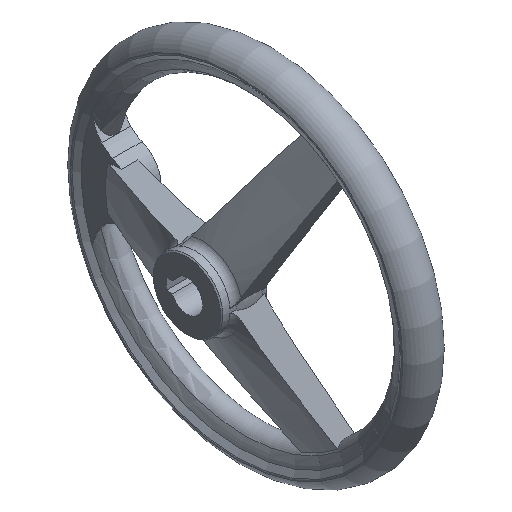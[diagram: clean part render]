
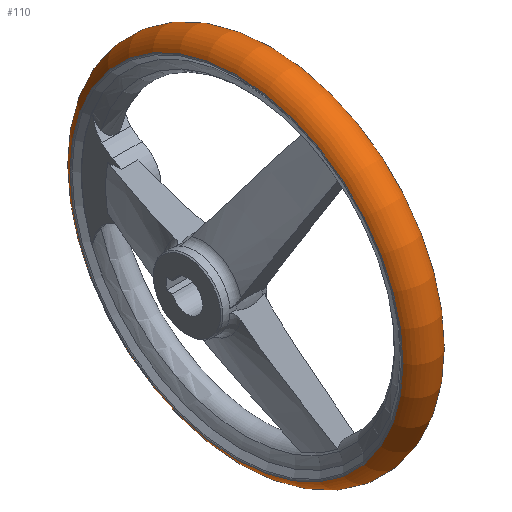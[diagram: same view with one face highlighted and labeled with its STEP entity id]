
A CAD part, isometric view. The second image highlights one B-rep face of the part: STEP entity #110.
In plain terms, the highlighted toroidal (fillet/blend) face has major radius 70.6 mm and minor radius 9.4 mm.
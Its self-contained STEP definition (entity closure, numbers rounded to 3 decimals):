
#110 = ADVANCED_FACE( '', ( #204, #205, #206 ), #207, .T. );
#204 = FACE_BOUND( '', #388, .T. );
#205 = FACE_OUTER_BOUND( '', #389, .T. );
#206 = FACE_OUTER_BOUND( '', #390, .T. );
#207 = TOROIDAL_SURFACE( '', #391, 70.6, 9.4 );
#388 = VERTEX_LOOP( '', #753 );
#389 = EDGE_LOOP( '', ( #754 ) );
#390 = EDGE_LOOP( '', ( #755 ) );
#391 = AXIS2_PLACEMENT_3D( '', #756, #757, #758 );
#753 = VERTEX_POINT( '', #1005 );
#754 = ORIENTED_EDGE( '', *, *, #1006, .T. );
#755 = ORIENTED_EDGE( '', *, *, #935, .F. );
#756 = CARTESIAN_POINT( '', ( 30.75, 0., 0. ) );
#757 = DIRECTION( '', ( 1., 0., 0. ) );
#758 = DIRECTION( '', ( 0., 0., -1. ) );
#935 = EDGE_CURVE( '', #1140, #1140, #1141, .T. );
#1005 = CARTESIAN_POINT( '', ( 30.75, 0., -80. ) );
#1006 = EDGE_CURVE( '', #1247, #1247, #1248, .T. );
#1140 = VERTEX_POINT( '', #1780 );
#1141 = CIRCLE( '', #1781, 74.194 );
#1247 = VERTEX_POINT( '', #2147 );
#1248 = CIRCLE( '', #2148, 74.194 );
#1780 = CARTESIAN_POINT( '', ( 39.436, 0., -74.194 ) );
#1781 = AXIS2_PLACEMENT_3D( '', #2226, #2227, #2228 );
#2147 = CARTESIAN_POINT( '', ( 22.064, 0., -74.194 ) );
#2148 = AXIS2_PLACEMENT_3D( '', #2339, #2340, #2341 );
#2226 = CARTESIAN_POINT( '', ( 39.436, 0., 0. ) );
#2227 = DIRECTION( '', ( 1., 0., 0. ) );
#2228 = DIRECTION( '', ( 0., 0., -1. ) );
#2339 = CARTESIAN_POINT( '', ( 22.064, 0., 0. ) );
#2340 = DIRECTION( '', ( 1., 0., 0. ) );
#2341 = DIRECTION( '', ( 0., 0., -1. ) );
